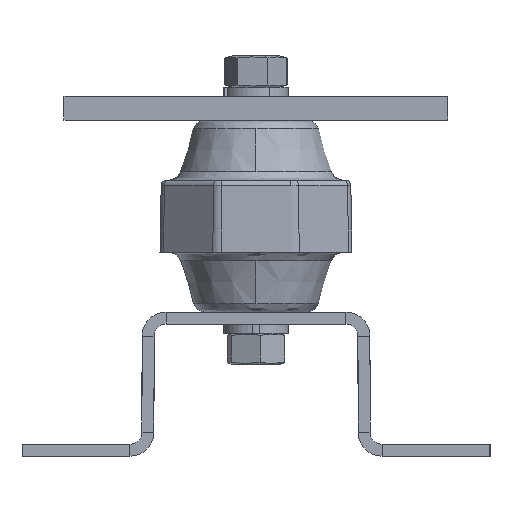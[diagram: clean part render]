
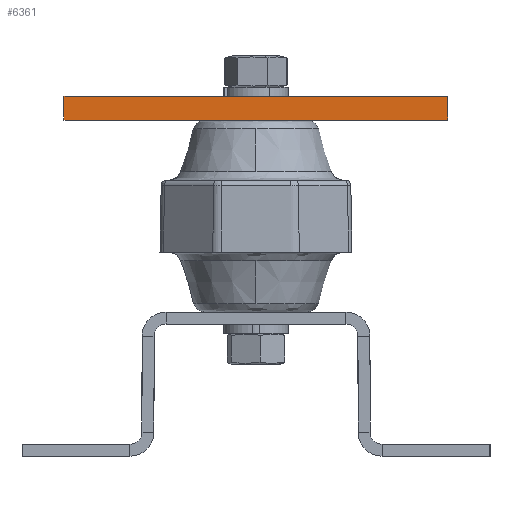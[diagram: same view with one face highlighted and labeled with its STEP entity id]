
A CAD part, left-side view. The second image highlights one B-rep face of the part: STEP entity #6361.
In plain terms, the highlighted planar face has unit normal (-1, 0, 0).
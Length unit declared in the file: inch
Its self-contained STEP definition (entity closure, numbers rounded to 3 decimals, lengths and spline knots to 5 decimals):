
#33 = EDGE_LOOP ( 'NONE', ( #646, #2785, #1520, #1502 ) ) ;
#35 = CARTESIAN_POINT ( 'NONE',  ( -10., 2., -0.25 ) ) ;
#157 = CARTESIAN_POINT ( 'NONE',  ( -10., 2., -0.25 ) ) ;
#520 = EDGE_CURVE ( 'NONE', #2748, #6093, #1574, .T. ) ;
#526 = AXIS2_PLACEMENT_3D ( 'NONE', #157, #5519, #4929 ) ;
#646 = ORIENTED_EDGE ( 'NONE', *, *, #6204, .F. ) ;
#1053 = EDGE_CURVE ( 'NONE', #2748, #2333, #1259, .T. ) ;
#1259 = LINE ( 'NONE', #5919, #5163 ) ;
#1348 = CARTESIAN_POINT ( 'NONE',  ( -10., -2., -0.25 ) ) ;
#1477 = CARTESIAN_POINT ( 'NONE',  ( -10., 2., -0.25 ) ) ;
#1502 = ORIENTED_EDGE ( 'NONE', *, *, #3128, .T. ) ;
#1514 = VECTOR ( 'NONE', #4062, 39.37008 ) ;
#1520 = ORIENTED_EDGE ( 'NONE', *, *, #520, .T. ) ;
#1574 = LINE ( 'NONE', #35, #4944 ) ;
#2003 = CARTESIAN_POINT ( 'NONE',  ( -10., -2., -0.25 ) ) ;
#2124 = CARTESIAN_POINT ( 'NONE',  ( -10., 2., 0. ) ) ;
#2333 = VERTEX_POINT ( 'NONE', #4285 ) ;
#2748 = VERTEX_POINT ( 'NONE', #1477 ) ;
#2785 = ORIENTED_EDGE ( 'NONE', *, *, #1053, .F. ) ;
#3128 = EDGE_CURVE ( 'NONE', #6093, #5124, #6684, .T. ) ;
#3223 = DIRECTION ( 'NONE',  ( 0., -1., 0. ) ) ;
#3311 = PLANE ( 'NONE',  #526 ) ;
#3373 = CARTESIAN_POINT ( 'NONE',  ( -10., -2., 0. ) ) ;
#3813 = DIRECTION ( 'NONE',  ( 0., 0., 1. ) ) ;
#4062 = DIRECTION ( 'NONE',  ( 0., 0., 1. ) ) ;
#4217 = VECTOR ( 'NONE', #5900, 39.37008 ) ;
#4285 = CARTESIAN_POINT ( 'NONE',  ( -10., 2., 0. ) ) ;
#4929 = DIRECTION ( 'NONE',  ( 0., 0., 1. ) ) ;
#4944 = VECTOR ( 'NONE', #3223, 39.37008 ) ;
#5004 = FACE_OUTER_BOUND ( 'NONE', #33, .T. ) ;
#5124 = VERTEX_POINT ( 'NONE', #3373 ) ;
#5163 = VECTOR ( 'NONE', #3813, 39.37008 ) ;
#5344 = LINE ( 'NONE', #2124, #4217 ) ;
#5519 = DIRECTION ( 'NONE',  ( -1., 0., 0. ) ) ;
#5900 = DIRECTION ( 'NONE',  ( 0., -1., 0. ) ) ;
#5919 = CARTESIAN_POINT ( 'NONE',  ( -10., 2., -0.25 ) ) ;
#6093 = VERTEX_POINT ( 'NONE', #1348 ) ;
#6204 = EDGE_CURVE ( 'NONE', #2333, #5124, #5344, .T. ) ;
#6361 = ADVANCED_FACE ( 'NONE', ( #5004 ), #3311, .T. ) ;
#6684 = LINE ( 'NONE', #2003, #1514 ) ;
